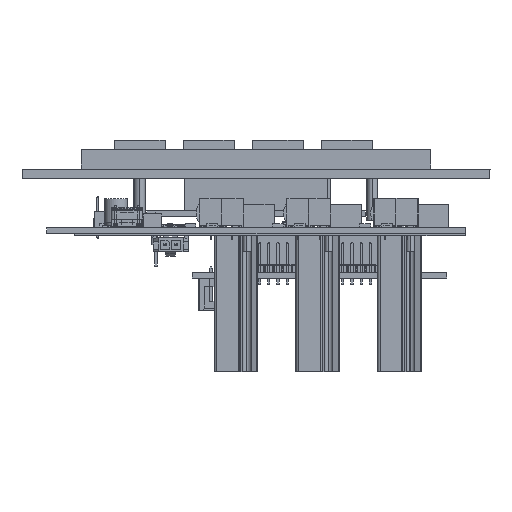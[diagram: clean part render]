
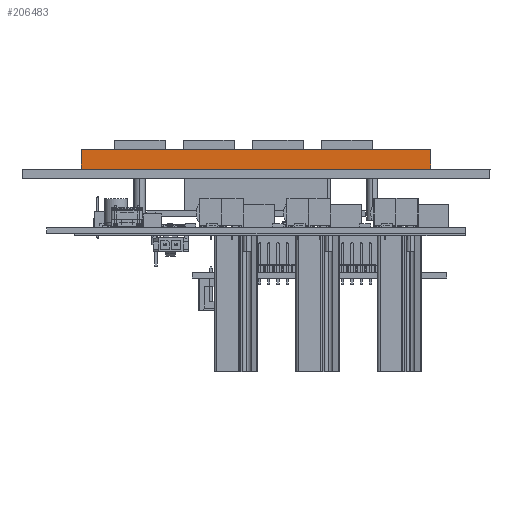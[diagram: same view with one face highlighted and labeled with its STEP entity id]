
A CAD part, left-side view. The second image highlights one B-rep face of the part: STEP entity #206483.
In plain terms, the highlighted planar face has unit normal (-1, 0, 0).
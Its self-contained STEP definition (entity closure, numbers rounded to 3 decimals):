
#205829 = EDGE_CURVE('',#205830,#205832,#205834,.T.);
#205830 = VERTEX_POINT('',#205831);
#205831 = CARTESIAN_POINT('',(0.,96.,0.));
#205832 = VERTEX_POINT('',#205833);
#205833 = CARTESIAN_POINT('',(0.,0.,0.));
#205834 = LINE('',#205835,#205836);
#205835 = CARTESIAN_POINT('',(0.,0.,0.));
#205836 = VECTOR('',#205837,1.);
#205837 = DIRECTION('',(0.,-1.,0.));
#206175 = EDGE_CURVE('',#206176,#206178,#206180,.T.);
#206176 = VERTEX_POINT('',#206177);
#206177 = CARTESIAN_POINT('',(0.,96.,5.4));
#206178 = VERTEX_POINT('',#206179);
#206179 = CARTESIAN_POINT('',(0.,0.,5.4));
#206180 = LINE('',#206181,#206182);
#206181 = CARTESIAN_POINT('',(0.,0.,5.4));
#206182 = VECTOR('',#206183,1.);
#206183 = DIRECTION('',(0.,-1.,0.));
#206483 = ADVANCED_FACE('',(#206484),#206500,.F.);
#206484 = FACE_BOUND('',#206485,.T.);
#206485 = EDGE_LOOP('',(#206486,#206487,#206493,#206494));
#206486 = ORIENTED_EDGE('',*,*,#205829,.T.);
#206487 = ORIENTED_EDGE('',*,*,#206488,.F.);
#206488 = EDGE_CURVE('',#206178,#205832,#206489,.T.);
#206489 = LINE('',#206490,#206491);
#206490 = CARTESIAN_POINT('',(0.,0.,5.4));
#206491 = VECTOR('',#206492,1.);
#206492 = DIRECTION('',(0.,0.,-1.));
#206493 = ORIENTED_EDGE('',*,*,#206175,.F.);
#206494 = ORIENTED_EDGE('',*,*,#206495,.T.);
#206495 = EDGE_CURVE('',#206176,#205830,#206496,.T.);
#206496 = LINE('',#206497,#206498);
#206497 = CARTESIAN_POINT('',(0.,96.,5.4));
#206498 = VECTOR('',#206499,1.);
#206499 = DIRECTION('',(0.,0.,-1.));
#206500 = PLANE('',#206501);
#206501 = AXIS2_PLACEMENT_3D('',#206502,#206503,#206504);
#206502 = CARTESIAN_POINT('',(0.,0.,5.4));
#206503 = DIRECTION('',(1.,0.,0.));
#206504 = DIRECTION('',(0.,0.,-1.));
